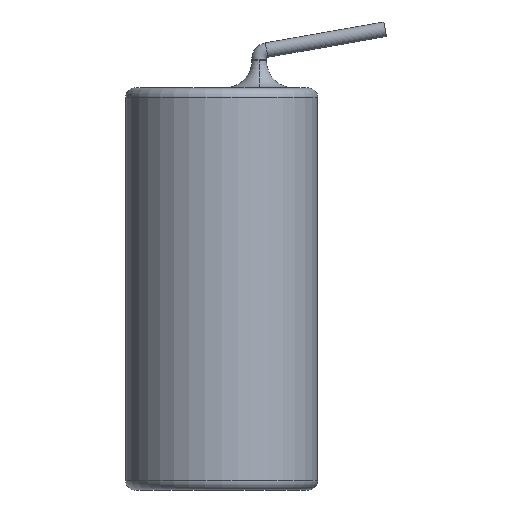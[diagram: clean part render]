
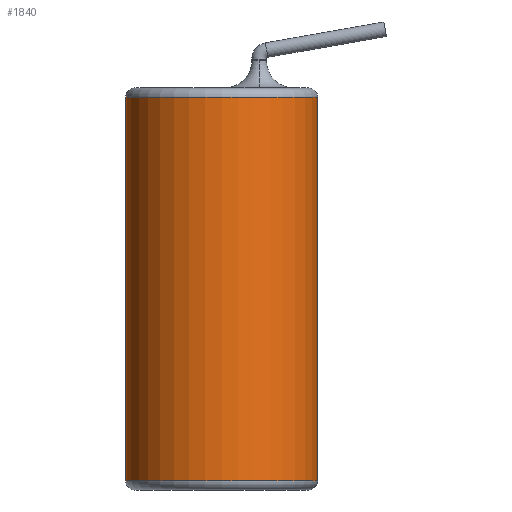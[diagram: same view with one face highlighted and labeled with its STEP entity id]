
A CAD part, left-side view. The second image highlights one B-rep face of the part: STEP entity #1840.
In plain terms, the highlighted cylindrical face has radius 5.25 mm (diameter 10.5 mm), a partial arc.
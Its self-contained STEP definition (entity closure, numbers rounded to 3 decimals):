
#16 = CARTESIAN_POINT ( 'NONE',  ( 0., 0., -0.5 ) ) ;
#48 = EDGE_CURVE ( 'NONE', #1654, #564, #1355, .T. ) ;
#69 = VERTEX_POINT ( 'NONE', #164 ) ;
#123 = DIRECTION ( 'NONE',  ( 0., 0., 1. ) ) ;
#164 = CARTESIAN_POINT ( 'NONE',  ( 0., 5.25, -21.5 ) ) ;
#175 = DIRECTION ( 'NONE',  ( 0., 0., -1. ) ) ;
#333 = AXIS2_PLACEMENT_3D ( 'NONE', #783, #535, #867 ) ;
#361 = AXIS2_PLACEMENT_3D ( 'NONE', #1478, #123, #1390 ) ;
#450 = VECTOR ( 'NONE', #1769, 1000. ) ;
#465 = EDGE_CURVE ( 'NONE', #69, #1654, #1400, .T. ) ;
#473 = DIRECTION ( 'NONE',  ( 0., 0., 1. ) ) ;
#514 = VERTEX_POINT ( 'NONE', #1792 ) ;
#535 = DIRECTION ( 'NONE',  ( 0., 0., 1. ) ) ;
#564 = VERTEX_POINT ( 'NONE', #1498 ) ;
#575 = AXIS2_PLACEMENT_3D ( 'NONE', #16, #175, #667 ) ;
#638 = FACE_OUTER_BOUND ( 'NONE', #1720, .T. ) ;
#667 = DIRECTION ( 'NONE',  ( 1., 0., 0. ) ) ;
#783 = CARTESIAN_POINT ( 'NONE',  ( 0., 0., -22. ) ) ;
#831 = ORIENTED_EDGE ( 'NONE', *, *, #465, .T. ) ;
#862 = EDGE_CURVE ( 'NONE', #69, #514, #1748, .T. ) ;
#867 = DIRECTION ( 'NONE',  ( 1., 0., 0. ) ) ;
#1018 = ORIENTED_EDGE ( 'NONE', *, *, #862, .F. ) ;
#1086 = ORIENTED_EDGE ( 'NONE', *, *, #1097, .T. ) ;
#1091 = CARTESIAN_POINT ( 'NONE',  ( 0., -5.25, -22. ) ) ;
#1097 = EDGE_CURVE ( 'NONE', #564, #514, #1397, .T. ) ;
#1122 = VECTOR ( 'NONE', #473, 1000. ) ;
#1253 = CYLINDRICAL_SURFACE ( 'NONE', #333, 5.25 ) ;
#1278 = CARTESIAN_POINT ( 'NONE',  ( 0., -5.25, -21.5 ) ) ;
#1355 = LINE ( 'NONE', #1091, #1122 ) ;
#1390 = DIRECTION ( 'NONE',  ( 1., 0., 0. ) ) ;
#1397 = CIRCLE ( 'NONE', #575, 5.25 ) ;
#1400 = CIRCLE ( 'NONE', #361, 5.25 ) ;
#1474 = CARTESIAN_POINT ( 'NONE',  ( 0., 5.25, -22. ) ) ;
#1478 = CARTESIAN_POINT ( 'NONE',  ( 0., 0., -21.5 ) ) ;
#1498 = CARTESIAN_POINT ( 'NONE',  ( 0., -5.25, -0.5 ) ) ;
#1654 = VERTEX_POINT ( 'NONE', #1278 ) ;
#1720 = EDGE_LOOP ( 'NONE', ( #1018, #831, #1922, #1086 ) ) ;
#1748 = LINE ( 'NONE', #1474, #450 ) ;
#1769 = DIRECTION ( 'NONE',  ( 0., 0., 1. ) ) ;
#1792 = CARTESIAN_POINT ( 'NONE',  ( 0., 5.25, -0.5 ) ) ;
#1840 = ADVANCED_FACE ( 'NONE', ( #638 ), #1253, .T. ) ;
#1922 = ORIENTED_EDGE ( 'NONE', *, *, #48, .T. ) ;
